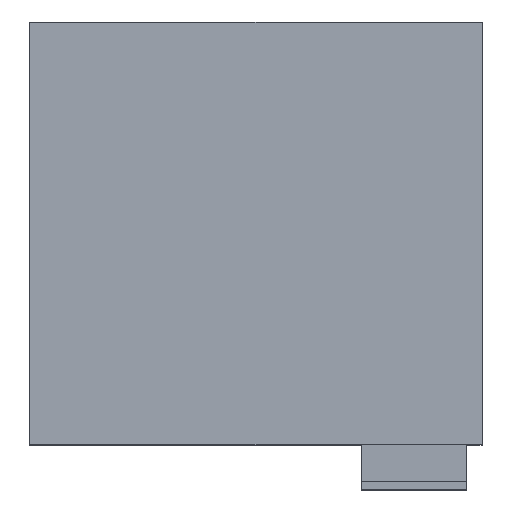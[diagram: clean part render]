
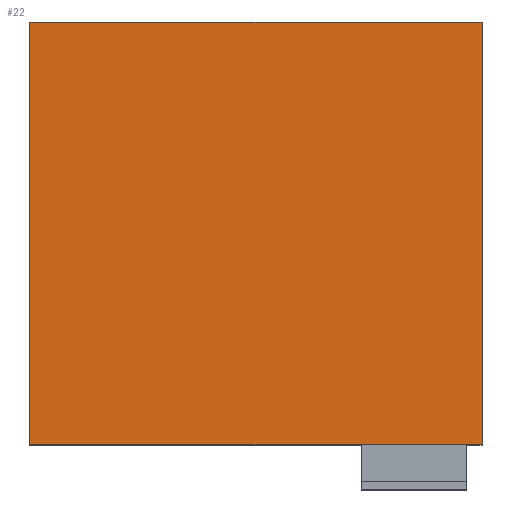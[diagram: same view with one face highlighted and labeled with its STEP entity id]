
A CAD part, top view. The second image highlights one B-rep face of the part: STEP entity #22.
In plain terms, the highlighted planar face has unit normal (0, 0, 1).
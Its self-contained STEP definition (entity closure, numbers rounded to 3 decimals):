
#22 = ADVANCED_FACE ( 'NONE', ( #2973 ), #1034, .F. ) ;
#257 = DIRECTION ( 'NONE',  ( 1., 0., 0. ) ) ;
#263 = DIRECTION ( 'NONE',  ( 0., -1., 0. ) ) ;
#264 = VECTOR ( 'NONE', #257, 1000. ) ;
#355 = DIRECTION ( 'NONE',  ( 0., 1., 0. ) ) ;
#402 = VERTEX_POINT ( 'NONE', #3033 ) ;
#488 = VERTEX_POINT ( 'NONE', #2274 ) ;
#520 = LINE ( 'NONE', #2164, #3167 ) ;
#613 = ORIENTED_EDGE ( 'NONE', *, *, #2414, .T. ) ;
#757 = CARTESIAN_POINT ( 'NONE',  ( 0., 0., 20.4 ) ) ;
#771 = VERTEX_POINT ( 'NONE', #826 ) ;
#821 = EDGE_CURVE ( 'NONE', #2096, #402, #920, .T. ) ;
#826 = CARTESIAN_POINT ( 'NONE',  ( 0., 0., 20.4 ) ) ;
#920 = LINE ( 'NONE', #1122, #1961 ) ;
#965 = LINE ( 'NONE', #757, #264 ) ;
#1005 = ORIENTED_EDGE ( 'NONE', *, *, #821, .T. ) ;
#1034 = PLANE ( 'NONE',  #1128 ) ;
#1122 = CARTESIAN_POINT ( 'NONE',  ( 43., 0., 20.4 ) ) ;
#1128 = AXIS2_PLACEMENT_3D ( 'NONE', #2909, #1131, #1378 ) ;
#1131 = DIRECTION ( 'NONE',  ( 0., 0., -1. ) ) ;
#1142 = EDGE_LOOP ( 'NONE', ( #2723, #1713, #1005, #613 ) ) ;
#1378 = DIRECTION ( 'NONE',  ( -1., 0., 0. ) ) ;
#1532 = CARTESIAN_POINT ( 'NONE',  ( 0., 0., 20.4 ) ) ;
#1713 = ORIENTED_EDGE ( 'NONE', *, *, #2892, .T. ) ;
#1961 = VECTOR ( 'NONE', #355, 1000. ) ;
#2096 = VERTEX_POINT ( 'NONE', #2566 ) ;
#2164 = CARTESIAN_POINT ( 'NONE',  ( 0., 40.2, 20.4 ) ) ;
#2274 = CARTESIAN_POINT ( 'NONE',  ( 0., 40.2, 20.4 ) ) ;
#2414 = EDGE_CURVE ( 'NONE', #402, #488, #520, .T. ) ;
#2441 = DIRECTION ( 'NONE',  ( -1., 0., 0. ) ) ;
#2566 = CARTESIAN_POINT ( 'NONE',  ( 43., 0., 20.4 ) ) ;
#2723 = ORIENTED_EDGE ( 'NONE', *, *, #3233, .T. ) ;
#2892 = EDGE_CURVE ( 'NONE', #771, #2096, #965, .T. ) ;
#2909 = CARTESIAN_POINT ( 'NONE',  ( 0., 0., 20.4 ) ) ;
#2973 = FACE_OUTER_BOUND ( 'NONE', #1142, .T. ) ;
#3033 = CARTESIAN_POINT ( 'NONE',  ( 43., 40.2, 20.4 ) ) ;
#3037 = LINE ( 'NONE', #1532, #3154 ) ;
#3154 = VECTOR ( 'NONE', #263, 1000. ) ;
#3167 = VECTOR ( 'NONE', #2441, 1000. ) ;
#3233 = EDGE_CURVE ( 'NONE', #488, #771, #3037, .T. ) ;
